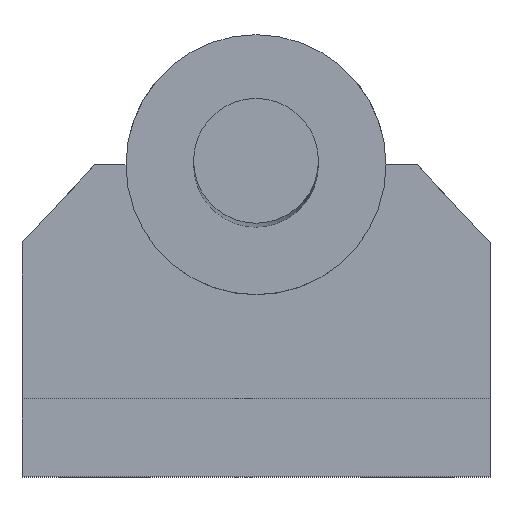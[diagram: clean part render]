
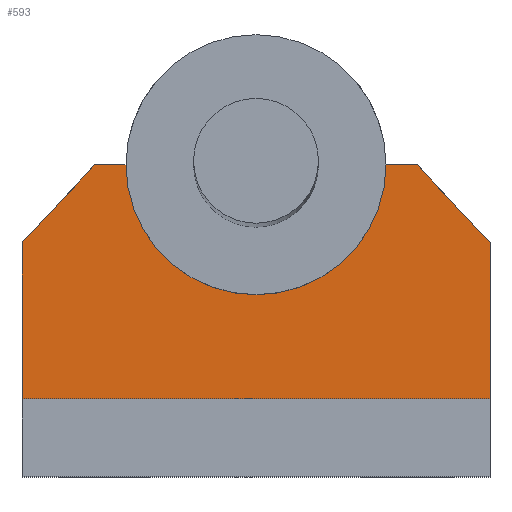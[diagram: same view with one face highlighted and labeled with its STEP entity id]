
A CAD part, top view. The second image highlights one B-rep face of the part: STEP entity #593.
In plain terms, the highlighted planar face has unit normal (0, 0, 1).
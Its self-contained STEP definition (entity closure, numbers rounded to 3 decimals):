
#39=CIRCLE('',#652,25.);
#62=FACE_OUTER_BOUND('',#94,.T.);
#94=EDGE_LOOP('',(#476,#477,#478,#479,#480,#481,#482,#483));
#141=LINE('',#917,#211);
#146=LINE('',#927,#216);
#151=LINE('',#936,#221);
#157=LINE('',#960,#227);
#158=LINE('',#961,#228);
#159=LINE('',#963,#229);
#160=LINE('',#964,#230);
#211=VECTOR('',#740,10.);
#216=VECTOR('',#749,10.);
#221=VECTOR('',#756,10.);
#227=VECTOR('',#784,10.);
#228=VECTOR('',#785,10.);
#229=VECTOR('',#786,10.);
#230=VECTOR('',#787,10.);
#276=VERTEX_POINT('',#914);
#277=VERTEX_POINT('',#916);
#279=VERTEX_POINT('',#924);
#280=VERTEX_POINT('',#926);
#283=VERTEX_POINT('',#934);
#285=VERTEX_POINT('',#940);
#290=VERTEX_POINT('',#959);
#291=VERTEX_POINT('',#962);
#339=EDGE_CURVE('',#276,#277,#141,.T.);
#344=EDGE_CURVE('',#279,#280,#146,.T.);
#349=EDGE_CURVE('',#283,#279,#151,.T.);
#352=EDGE_CURVE('',#285,#283,#39,.T.);
#361=EDGE_CURVE('',#280,#290,#157,.T.);
#362=EDGE_CURVE('',#277,#285,#158,.T.);
#363=EDGE_CURVE('',#291,#276,#159,.T.);
#364=EDGE_CURVE('',#290,#291,#160,.T.);
#476=ORIENTED_EDGE('',*,*,#361,.F.);
#477=ORIENTED_EDGE('',*,*,#344,.F.);
#478=ORIENTED_EDGE('',*,*,#349,.F.);
#479=ORIENTED_EDGE('',*,*,#352,.F.);
#480=ORIENTED_EDGE('',*,*,#362,.F.);
#481=ORIENTED_EDGE('',*,*,#339,.F.);
#482=ORIENTED_EDGE('',*,*,#363,.F.);
#483=ORIENTED_EDGE('',*,*,#364,.F.);
#564=PLANE('',#660);
#593=ADVANCED_FACE('',(#62),#564,.T.);
#652=AXIS2_PLACEMENT_3D('',#942,#762,#763);
#660=AXIS2_PLACEMENT_3D('',#958,#782,#783);
#740=DIRECTION('',(0.682,0.731,0.));
#749=DIRECTION('',(0.682,-0.731,0.));
#756=DIRECTION('',(1.,0.,0.));
#762=DIRECTION('center_axis',(0.,0.,1.));
#763=DIRECTION('ref_axis',(-1.,0.,0.));
#782=DIRECTION('center_axis',(0.,0.,1.));
#783=DIRECTION('ref_axis',(1.,0.,0.));
#784=DIRECTION('',(0.,-1.,0.));
#785=DIRECTION('',(1.,0.,0.));
#786=DIRECTION('',(0.,1.,0.));
#787=DIRECTION('',(-1.,0.,0.));
#914=CARTESIAN_POINT('',(-45.,45.,25.));
#916=CARTESIAN_POINT('',(-31.,60.,25.));
#917=CARTESIAN_POINT('',(-36.395,54.219,25.));
#924=CARTESIAN_POINT('',(31.,60.,25.));
#926=CARTESIAN_POINT('',(45.,45.,25.));
#927=CARTESIAN_POINT('',(29.395,61.719,25.));
#934=CARTESIAN_POINT('',(25.,60.,25.));
#936=CARTESIAN_POINT('',(12.5,60.,25.));
#940=CARTESIAN_POINT('',(-25.,60.,25.));
#942=CARTESIAN_POINT('Origin',(0.,60.,25.));
#958=CARTESIAN_POINT('Origin',(0.,37.5,25.));
#959=CARTESIAN_POINT('',(45.,15.,25.));
#960=CARTESIAN_POINT('',(45.,41.25,25.));
#961=CARTESIAN_POINT('',(-15.5,60.,25.));
#962=CARTESIAN_POINT('',(-45.,15.,25.));
#963=CARTESIAN_POINT('',(-45.,26.25,25.));
#964=CARTESIAN_POINT('',(0.,15.,25.));
